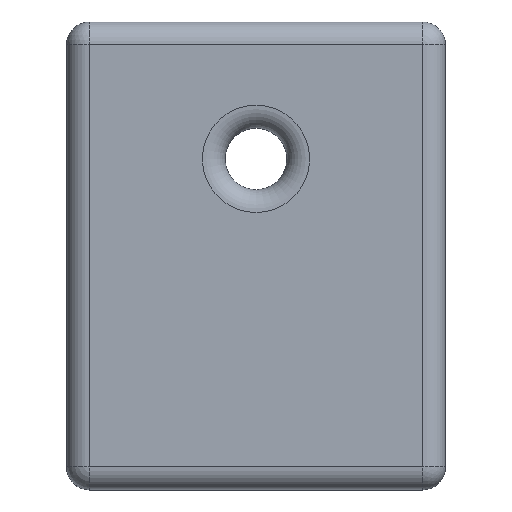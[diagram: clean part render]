
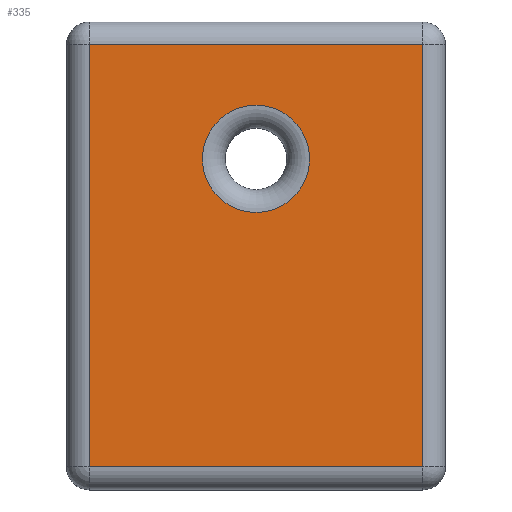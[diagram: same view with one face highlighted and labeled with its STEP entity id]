
A CAD part, top view. The second image highlights one B-rep face of the part: STEP entity #335.
In plain terms, the highlighted planar face has unit normal (0, 0, 1).
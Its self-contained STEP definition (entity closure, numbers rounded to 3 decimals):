
#128 = VERTEX_POINT('',#129);
#129 = CARTESIAN_POINT('',(1.,1.,8.));
#136 = EDGE_CURVE('',#128,#137,#139,.T.);
#137 = VERTEX_POINT('',#138);
#138 = CARTESIAN_POINT('',(15.6,1.,8.));
#139 = LINE('',#140,#141);
#140 = CARTESIAN_POINT('',(0.,1.,8.));
#141 = VECTOR('',#142,1.);
#142 = DIRECTION('',(1.,0.,0.));
#335 = ADVANCED_FACE('',(#336,#361),#372,.T.);
#336 = FACE_BOUND('',#337,.T.);
#337 = EDGE_LOOP('',(#338,#339,#347,#355));
#338 = ORIENTED_EDGE('',*,*,#136,.T.);
#339 = ORIENTED_EDGE('',*,*,#340,.T.);
#340 = EDGE_CURVE('',#137,#341,#343,.T.);
#341 = VERTEX_POINT('',#342);
#342 = CARTESIAN_POINT('',(15.6,19.5,8.));
#343 = LINE('',#344,#345);
#344 = CARTESIAN_POINT('',(15.6,0.,8.));
#345 = VECTOR('',#346,1.);
#346 = DIRECTION('',(0.,1.,0.));
#347 = ORIENTED_EDGE('',*,*,#348,.T.);
#348 = EDGE_CURVE('',#341,#349,#351,.T.);
#349 = VERTEX_POINT('',#350);
#350 = CARTESIAN_POINT('',(1.,19.5,8.));
#351 = LINE('',#352,#353);
#352 = CARTESIAN_POINT('',(16.6,19.5,8.));
#353 = VECTOR('',#354,1.);
#354 = DIRECTION('',(-1.,0.,0.));
#355 = ORIENTED_EDGE('',*,*,#356,.T.);
#356 = EDGE_CURVE('',#349,#128,#357,.T.);
#357 = LINE('',#358,#359);
#358 = CARTESIAN_POINT('',(1.,20.5,8.));
#359 = VECTOR('',#360,1.);
#360 = DIRECTION('',(0.,-1.,0.));
#361 = FACE_BOUND('',#362,.T.);
#362 = EDGE_LOOP('',(#363));
#363 = ORIENTED_EDGE('',*,*,#364,.F.);
#364 = EDGE_CURVE('',#365,#365,#367,.T.);
#365 = VERTEX_POINT('',#366);
#366 = CARTESIAN_POINT('',(10.65,14.5,8.));
#367 = CIRCLE('',#368,2.35);
#368 = AXIS2_PLACEMENT_3D('',#369,#370,#371);
#369 = CARTESIAN_POINT('',(8.3,14.5,8.));
#370 = DIRECTION('',(0.,0.,1.));
#371 = DIRECTION('',(1.,0.,-0.));
#372 = PLANE('',#373);
#373 = AXIS2_PLACEMENT_3D('',#374,#375,#376);
#374 = CARTESIAN_POINT('',(8.3,10.617,8.));
#375 = DIRECTION('',(0.,0.,1.));
#376 = DIRECTION('',(1.,0.,0.));
